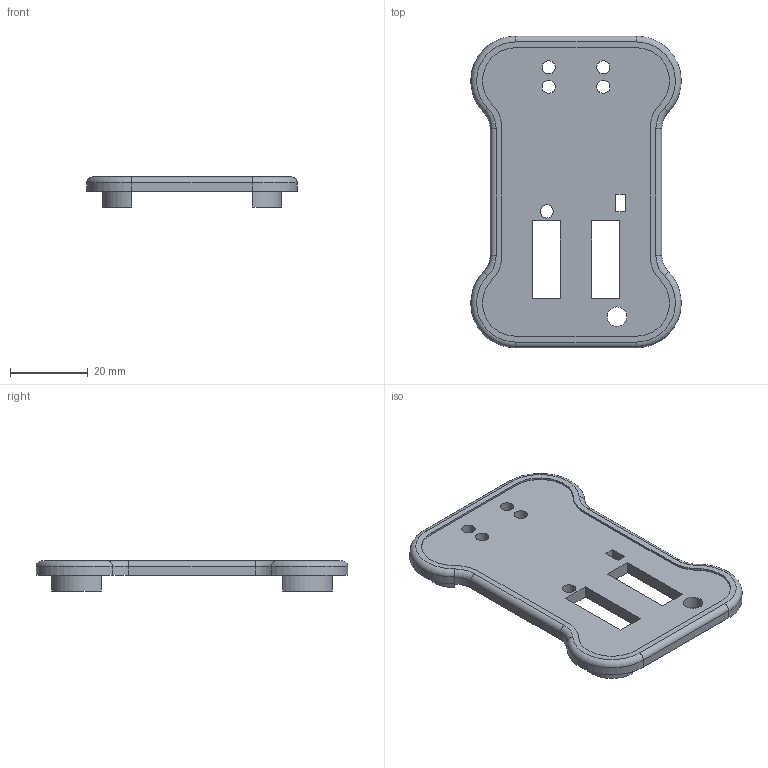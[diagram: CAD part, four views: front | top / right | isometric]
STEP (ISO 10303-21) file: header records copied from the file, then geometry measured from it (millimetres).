
FILE_DESCRIPTION(/* description */ (''),/* implementation_level */ '2;1');
FILE_NAME(/* name */ 'tiny-scarab-v0.3-cover.step',/* time_stamp */ '2024-11-08T21:05:41+08:00',/* author */ (''),/* organization */ (''),/* preprocessor_version */ 'ST-DEVELOPER v20',/* originating_system */ 'Autodesk Translation Framework v13.20.0.188',/* authorisation */ '');
FILE_SCHEMA (('AUTOMOTIVE_DESIGN { 1 0 10303 214 3 1 1 }'));
Length unit declared in the file: millimetre
Products named in the file (1): tiny-scarab-v0.3-cover
Bounding box: 53.95 x 80 x 7.7 mm (x, y, z)
Volume: 12105.3 mm3; surface area: 9465.4 mm2
Topology: 5 solids, 5 shells, 85 faces, 198 edges, 128 vertices
Faces by surface type: cylinder 38, plane 35, torus 8, bspline 4
Full cylindrical faces by diameter (mm): 2.26 x8, 3.4 x5, 5 x1
Entity records: 2528 total; most frequent: CARTESIAN_POINT 448, DIRECTION 442, ORIENTED_EDGE 396, EDGE_CURVE 198, AXIS2_PLACEMENT_3D 170, VERTEX_POINT 128, EDGE_LOOP 116, LINE 102
